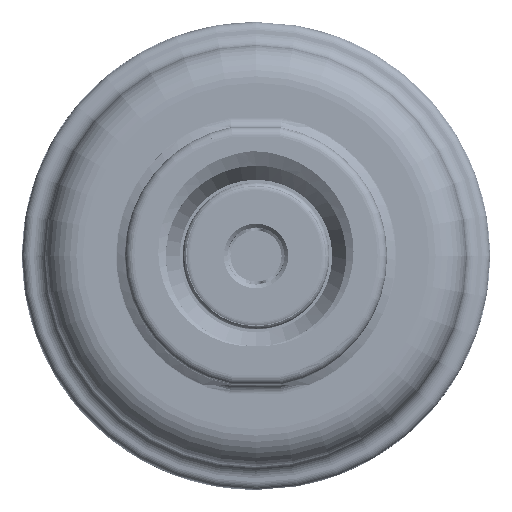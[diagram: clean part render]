
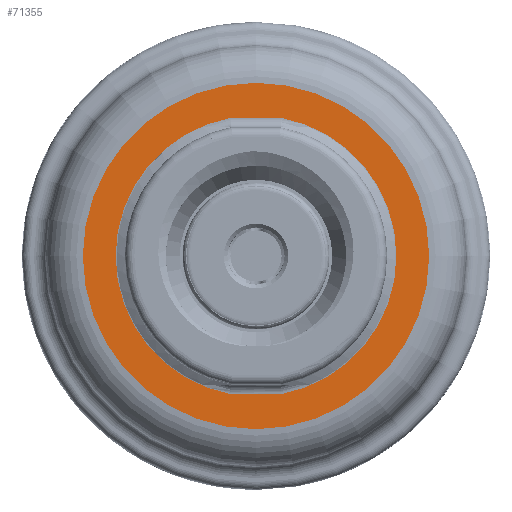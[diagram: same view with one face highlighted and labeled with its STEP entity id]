
A CAD part, front view. The second image highlights one B-rep face of the part: STEP entity #71355.
In plain terms, the highlighted planar face has unit normal (0, -1, 0).
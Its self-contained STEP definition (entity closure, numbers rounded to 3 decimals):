
#47128=CARTESIAN_POINT('',(0.,-3.,0.));
#47129=DIRECTION('',(0.,-1.,0.));
#47130=DIRECTION('',(-0.182,0.,0.983));
#47131=AXIS2_PLACEMENT_3D('',#47128,#47129,#47130);
#47133=DIRECTION('',(1.,0.,0.));
#47134=VECTOR('',#47133,5.454);
#47135=CARTESIAN_POINT('',(-2.727,-3.,-14.75));
#47136=LINE('',#47135,#47134);
#47137=CARTESIAN_POINT('',(0.,-3.,0.));
#47138=DIRECTION('',(0.,-1.,0.));
#47139=DIRECTION('',(0.182,0.,-0.983));
#47140=AXIS2_PLACEMENT_3D('',#47137,#47138,#47139);
#47142=DIRECTION('',(-1.,0.,0.));
#47143=VECTOR('',#47142,5.454);
#47144=CARTESIAN_POINT('',(2.727,-3.,14.75));
#47145=LINE('',#47144,#47143);
#47146=CARTESIAN_POINT('',(0.,-3.,0.));
#47147=DIRECTION('',(0.,-1.,0.));
#47148=DIRECTION('',(0.,0.,-1.));
#47149=AXIS2_PLACEMENT_3D('',#47146,#47147,#47148);
#47151=CARTESIAN_POINT('',(0.,-3.,0.));
#47152=DIRECTION('',(0.,-1.,0.));
#47153=DIRECTION('',(0.,0.,1.));
#47154=AXIS2_PLACEMENT_3D('',#47151,#47152,#47153);
#50328=CARTESIAN_POINT('',(-2.727,-3.,14.75));
#50329=CARTESIAN_POINT('',(-2.727,-3.,-14.75));
#50330=VERTEX_POINT('',#50328);
#50331=VERTEX_POINT('',#50329);
#50336=CARTESIAN_POINT('',(2.727,-3.,-14.75));
#50337=CARTESIAN_POINT('',(2.727,-3.,14.75));
#50338=VERTEX_POINT('',#50336);
#50339=VERTEX_POINT('',#50337);
#50696=CARTESIAN_POINT('',(0.,-3.,-18.5));
#50697=CARTESIAN_POINT('',(0.,-3.,18.5));
#50698=VERTEX_POINT('',#50696);
#50699=VERTEX_POINT('',#50697);
#71336=CARTESIAN_POINT('',(0.,-3.,0.));
#71337=DIRECTION('',(0.,-1.,0.));
#71338=DIRECTION('',(0.,0.,1.));
#71339=AXIS2_PLACEMENT_3D('',#71336,#71337,#71338);
#71340=PLANE('',#71339);
#71342=ORIENTED_EDGE('',*,*,#71341,.F.);
#71344=ORIENTED_EDGE('',*,*,#71343,.F.);
#71345=EDGE_LOOP('',(#71342,#71344));
#71346=FACE_OUTER_BOUND('',#71345,.F.);
#71348=ORIENTED_EDGE('',*,*,#71347,.T.);
#71349=ORIENTED_EDGE('',*,*,#71314,.T.);
#71350=ORIENTED_EDGE('',*,*,#71327,.T.);
#71352=ORIENTED_EDGE('',*,*,#71351,.T.);
#71353=EDGE_LOOP('',(#71348,#71349,#71350,#71352));
#71354=FACE_BOUND('',#71353,.F.);
#47132=CIRCLE('',#47131,15.);
#47141=CIRCLE('',#47140,15.);
#47150=CIRCLE('',#47149,18.5);
#47155=CIRCLE('',#47154,18.5);
#71314=EDGE_CURVE('',#50331,#50338,#47136,.T.);
#71327=EDGE_CURVE('',#50338,#50339,#47141,.T.);
#71341=EDGE_CURVE('',#50698,#50699,#47150,.T.);
#71343=EDGE_CURVE('',#50699,#50698,#47155,.T.);
#71347=EDGE_CURVE('',#50330,#50331,#47132,.T.);
#71351=EDGE_CURVE('',#50339,#50330,#47145,.T.);
#71355=ADVANCED_FACE('',(#71346,#71354),#71340,.T.);
